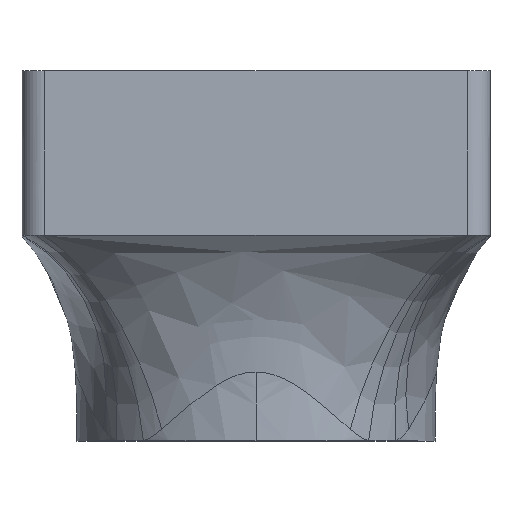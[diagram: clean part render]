
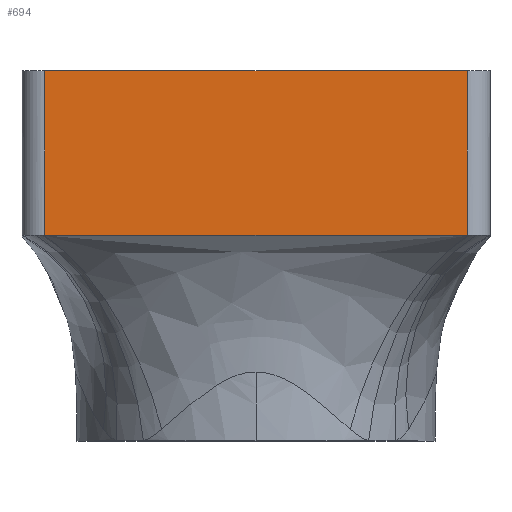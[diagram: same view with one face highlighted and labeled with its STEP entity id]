
A CAD part, top view. The second image highlights one B-rep face of the part: STEP entity #694.
In plain terms, the highlighted planar face has unit normal (0, 0, 1).
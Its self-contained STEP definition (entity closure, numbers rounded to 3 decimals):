
#71=LINE('',#1028,#113);
#81=LINE('',#1822,#123);
#85=LINE('',#1979,#127);
#86=LINE('',#1981,#128);
#113=VECTOR('',#842,10.);
#123=VECTOR('',#924,10.);
#127=VECTOR('',#944,10.);
#128=VECTOR('',#947,10.);
#144=PLANE('',#781);
#188=FACE_OUTER_BOUND('',#234,.T.);
#234=EDGE_LOOP('',(#607,#608,#609,#610));
#308=VERTEX_POINT('',#1025);
#309=VERTEX_POINT('',#1027);
#343=VERTEX_POINT('',#1703);
#346=VERTEX_POINT('',#1740);
#377=EDGE_CURVE('',#308,#309,#71,.T.);
#434=EDGE_CURVE('',#343,#346,#81,.T.);
#443=EDGE_CURVE('',#309,#343,#85,.T.);
#444=EDGE_CURVE('',#346,#308,#86,.T.);
#607=ORIENTED_EDGE('',*,*,#443,.F.);
#608=ORIENTED_EDGE('',*,*,#377,.F.);
#609=ORIENTED_EDGE('',*,*,#444,.F.);
#610=ORIENTED_EDGE('',*,*,#434,.F.);
#694=ADVANCED_FACE('',(#188),#144,.T.);
#781=AXIS2_PLACEMENT_3D('',#1980,#945,#946);
#842=DIRECTION('',(1.,0.,0.));
#924=DIRECTION('',(-1.,0.,0.));
#944=DIRECTION('',(0.,-1.,0.));
#945=DIRECTION('center_axis',(0.,0.,1.));
#946=DIRECTION('ref_axis',(-1.,0.,0.));
#947=DIRECTION('',(0.,1.,0.));
#1025=CARTESIAN_POINT('',(-47.4,41.45,40.));
#1027=CARTESIAN_POINT('',(47.4,41.45,40.));
#1028=CARTESIAN_POINT('',(-47.4,41.45,40.));
#1703=CARTESIAN_POINT('',(47.4,4.45,40.));
#1740=CARTESIAN_POINT('',(-47.4,4.45,40.));
#1822=CARTESIAN_POINT('',(-52.5,4.45,40.));
#1979=CARTESIAN_POINT('',(47.4,9.45,40.));
#1980=CARTESIAN_POINT('Origin',(52.5,9.45,40.));
#1981=CARTESIAN_POINT('',(-47.4,9.45,40.));
